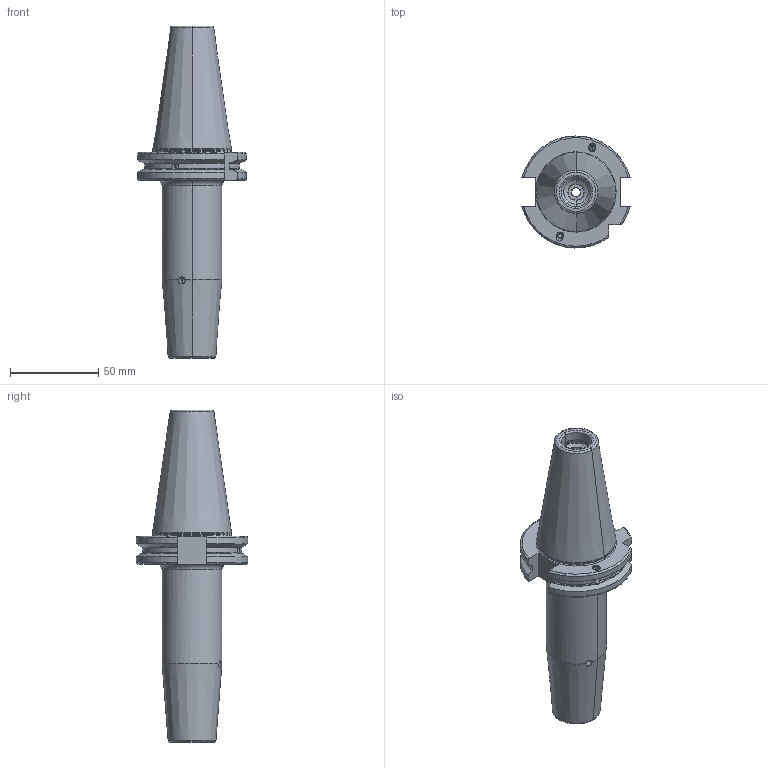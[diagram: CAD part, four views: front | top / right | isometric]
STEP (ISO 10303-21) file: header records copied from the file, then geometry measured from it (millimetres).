
FILE_DESCRIPTION((''),'2;1');
FILE_NAME('403_70_14_1_K','2020-09-01T',('104091'),(''),'CREO PARAMETRIC BY PTC INC, 2016260','CREO PARAMETRIC BY PTC INC, 2016260','');
FILE_SCHEMA(('CONFIG_CONTROL_DESIGN'));
Length unit declared in the file: millimetre
Products named in the file (1): 403_70_14_1_K
Bounding box: 61.48 x 63.54 x 188.4 mm (x, y, z)
Volume: 169402.2 mm3; surface area: 35552.6 mm2
Topology: 1 solids, 1 shells, 244 faces, 598 edges, 365 vertices
Faces by surface type: plane 75, cylinder 71, cone 62, torus 36
Entity records: 7972 total; most frequent: CARTESIAN_POINT 2221, DIRECTION 1204, ORIENTED_EDGE 1192, EDGE_CURVE 596, AXIS2_PLACEMENT_3D 470, VERTEX_POINT 365, EDGE_LOOP 265, VECTOR 264
